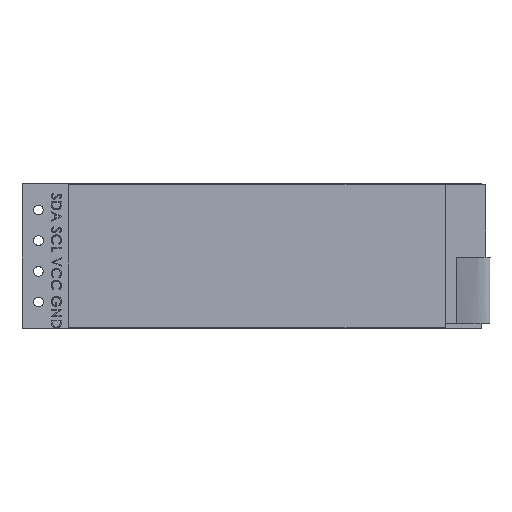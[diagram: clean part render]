
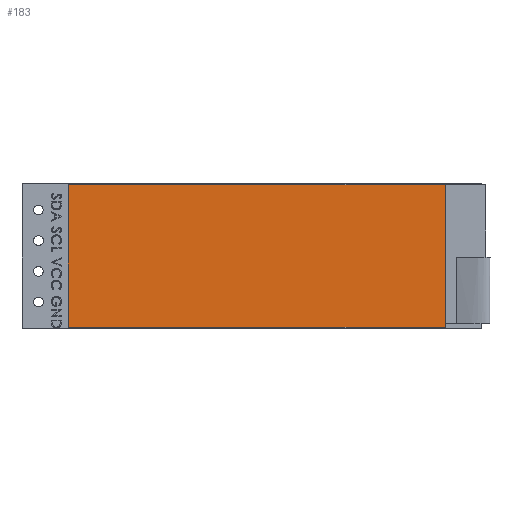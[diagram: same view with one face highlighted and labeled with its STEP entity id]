
A CAD part, top view. The second image highlights one B-rep face of the part: STEP entity #183.
In plain terms, the highlighted face is planar.
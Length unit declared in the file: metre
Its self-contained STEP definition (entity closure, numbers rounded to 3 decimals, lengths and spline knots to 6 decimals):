
#183=ADVANCED_FACE('66:401760',(#429),#430,.T.);
#429=FACE_OUTER_BOUND('',#963,.T.);
#430=PLANE('',#964);
#963=EDGE_LOOP('',(#1708,#1709,#1710,#1711));
#964=AXIS2_PLACEMENT_3D('',#1712,#1713,#1714);
#1708=ORIENTED_EDGE('',*,*,#4527,.T.);
#1709=ORIENTED_EDGE('',*,*,#4528,.T.);
#1710=ORIENTED_EDGE('',*,*,#4529,.T.);
#1711=ORIENTED_EDGE('',*,*,#4530,.T.);
#1712=CARTESIAN_POINT('',(0.0,0.002,0.0));
#1713=DIRECTION('',(-0.0,1.0,0.0));
#1714=DIRECTION('',(1.0,0.0,0.));
#4527=EDGE_CURVE('66:402933',#6902,#6903,#6904,.T.);
#4528=EDGE_CURVE('66:402936',#6903,#6905,#6906,.T.);
#4529=EDGE_CURVE('66:402939',#6905,#6907,#6908,.T.);
#4530=EDGE_CURVE('66:402942',#6907,#6902,#6909,.T.);
#6902=VERTEX_POINT('',#8351);
#6903=VERTEX_POINT('',#8352);
#6904=LINE('',#8353,#8354);
#6905=VERTEX_POINT('',#8355);
#6906=LINE('',#8356,#8357);
#6907=VERTEX_POINT('',#8358);
#6908=LINE('',#8359,#8360);
#6909=LINE('',#8361,#8362);
#8351=CARTESIAN_POINT('',(0.00497,0.002,0.0001));
#8352=CARTESIAN_POINT('',(0.00497,0.002,0.0119));
#8353=CARTESIAN_POINT('',(0.00497,0.002,0.0001));
#8354=VECTOR('',#12504,0.0118);
#8355=CARTESIAN_POINT('',(0.036161,0.002,0.0119));
#8356=CARTESIAN_POINT('',(0.00497,0.002,0.0119));
#8357=VECTOR('',#12505,0.031192);
#8358=CARTESIAN_POINT('',(0.036161,0.002,0.0001));
#8359=CARTESIAN_POINT('',(0.036161,0.002,0.0119));
#8360=VECTOR('',#12506,0.0118);
#8361=CARTESIAN_POINT('',(0.036161,0.002,0.0001));
#8362=VECTOR('',#12507,0.031192);
#12504=DIRECTION('',(0.,0.0,1.0));
#12505=DIRECTION('',(1.0,0.,0.));
#12506=DIRECTION('',(0.,0.0,-1.0));
#12507=DIRECTION('',(-1.0,0.,0.));
